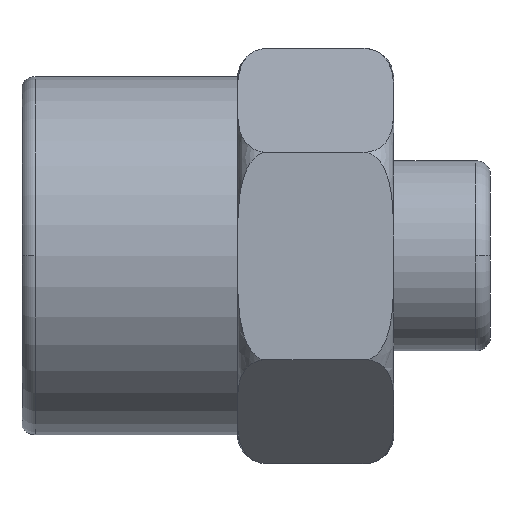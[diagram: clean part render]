
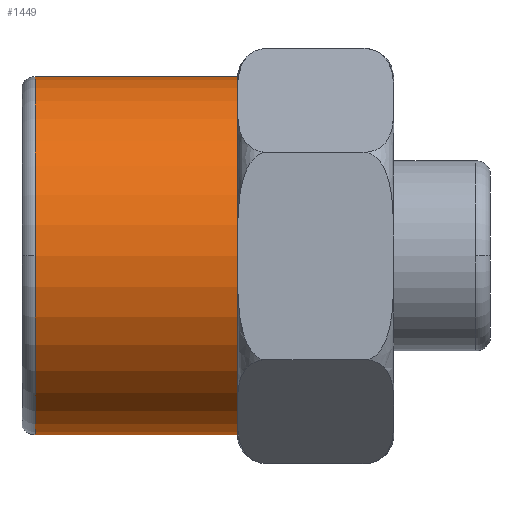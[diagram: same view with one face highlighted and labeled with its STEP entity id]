
A CAD part, front view. The second image highlights one B-rep face of the part: STEP entity #1449.
In plain terms, the highlighted cylindrical face has radius 11.85 mm (diameter 23.7 mm), a full revolution.
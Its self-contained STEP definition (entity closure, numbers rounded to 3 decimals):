
#196=LINE('',#2027,#269);
#269=VECTOR('',#1690,14.25);
#342=CYLINDRICAL_SURFACE('',#1543,11.85);
#350=FACE_OUTER_BOUND('',#435,.T.);
#435=EDGE_LOOP('',(#969,#970,#971,#972,#973));
#522=CIRCLE('',#1537,11.85);
#525=CIRCLE('',#1541,11.85);
#527=CIRCLE('',#1544,11.85);
#574=VERTEX_POINT('',#2015);
#575=VERTEX_POINT('',#2017);
#577=VERTEX_POINT('',#2026);
#727=EDGE_CURVE('',#574,#575,#522,.T.);
#730=EDGE_CURVE('',#575,#574,#525,.T.);
#732=EDGE_CURVE('',#574,#577,#196,.T.);
#733=EDGE_CURVE('',#577,#577,#527,.T.);
#969=ORIENTED_EDGE('',*,*,#727,.F.);
#970=ORIENTED_EDGE('',*,*,#732,.T.);
#971=ORIENTED_EDGE('',*,*,#733,.F.);
#972=ORIENTED_EDGE('',*,*,#732,.F.);
#973=ORIENTED_EDGE('',*,*,#730,.F.);
#1449=ADVANCED_FACE('',(#350),#342,.T.);
#1537=AXIS2_PLACEMENT_3D('',#2018,#1676,#1677);
#1541=AXIS2_PLACEMENT_3D('',#2023,#1684,#1685);
#1543=AXIS2_PLACEMENT_3D('',#2025,#1688,#1689);
#1544=AXIS2_PLACEMENT_3D('',#2028,#1691,#1692);
#1676=DIRECTION('center_axis',(-1.,0.,0.));
#1677=DIRECTION('ref_axis',(0.,0.,-1.));
#1684=DIRECTION('center_axis',(-1.,0.,0.));
#1685=DIRECTION('ref_axis',(0.,0.,1.));
#1688=DIRECTION('center_axis',(-1.,0.,0.));
#1689=DIRECTION('ref_axis',(0.,0.,1.));
#1690=DIRECTION('',(1.,0.,0.));
#1691=DIRECTION('center_axis',(1.,0.,0.));
#1692=DIRECTION('ref_axis',(0.,0.,1.));
#2015=CARTESIAN_POINT('',(-18.575,13.755,-11.85));
#2017=CARTESIAN_POINT('',(-18.575,13.755,11.85));
#2018=CARTESIAN_POINT('Origin',(-18.575,13.755,0.));
#2023=CARTESIAN_POINT('Origin',(-18.575,13.755,0.));
#2025=CARTESIAN_POINT('Origin',(-19.373,13.755,0.));
#2026=CARTESIAN_POINT('',(-5.173,13.755,-11.85));
#2027=CARTESIAN_POINT('',(-19.373,13.755,-11.85));
#2028=CARTESIAN_POINT('Origin',(-5.173,13.755,0.));
